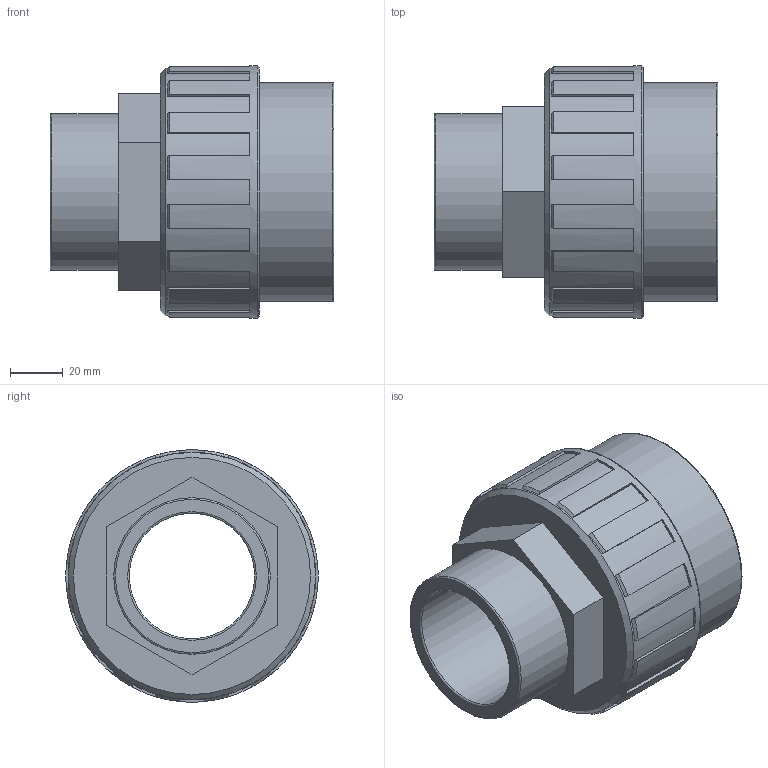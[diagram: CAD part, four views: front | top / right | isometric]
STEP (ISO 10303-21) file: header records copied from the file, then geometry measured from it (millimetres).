
FILE_DESCRIPTION(/* description */ ('PLASSON UNION F. THREAD-MALE ADAPTOR CEMENT 63-2"'),/* implementation_level */ '2;1');
FILE_NAME(/* name */ '050803063020.ipt.stp',/* time_stamp */ '2017-12-07T15:58:28+02:00',/* author */ ('KIM'),/* organization */ (''),/* preprocessor_version */ 'ST-DEVELOPER v15.6',/* originating_system */ 'Autodesk Inventor 2015',/* authorisation */ '');
FILE_SCHEMA (('AUTOMOTIVE_DESIGN { 1 0 10303 214 3 1 1 }'));
Length unit declared in the file: millimetre
Products named in the file (1): 050803063020
Bounding box: 108 x 96 x 96 mm (x, y, z)
Volume: 298575.7 mm3; surface area: 59053.3 mm2
Topology: 1 solids, 1 shells, 92 faces, 246 edges, 162 vertices
Faces by surface type: plane 62, cone 17, cylinder 8, torus 5
Full cylindrical faces by diameter (mm): 47.691 x1, 53.55 x1, 56.7 x1, 59.614 x1, 63 x1, 83.16 x1, 94.08 x1, 96 x1
Entity records: 2826 total; most frequent: DIRECTION 500, CARTESIAN_POINT 483, ORIENTED_EDGE 460, EDGE_CURVE 230, AXIS2_PLACEMENT_3D 177, VERTEX_POINT 160, LINE 146, VECTOR 146
